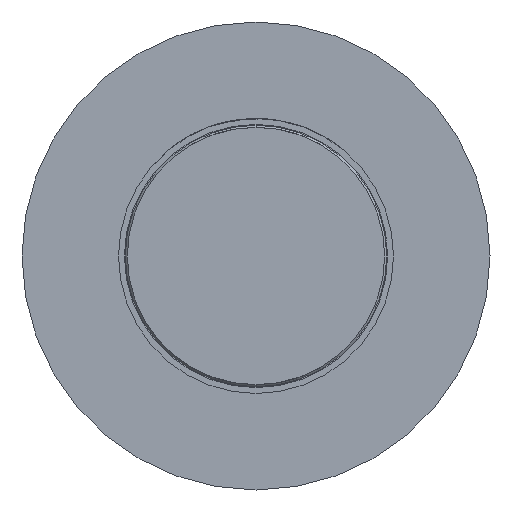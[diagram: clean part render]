
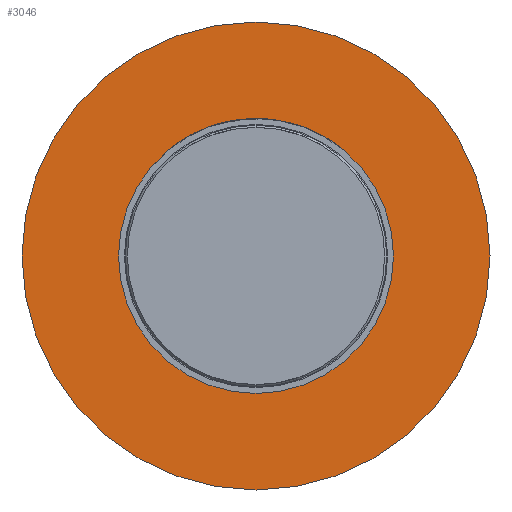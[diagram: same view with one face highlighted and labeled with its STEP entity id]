
A CAD part, front view. The second image highlights one B-rep face of the part: STEP entity #3046.
In plain terms, the highlighted planar face has unit normal (0, -1, 0).
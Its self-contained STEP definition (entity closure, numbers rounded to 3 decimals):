
#77 = ORIENTED_EDGE ( 'NONE', *, *, #5120, .T. ) ;
#103 = CIRCLE ( 'NONE', #558, 4. ) ;
#384 = CIRCLE ( 'NONE', #5136, 2. ) ;
#388 = DIRECTION ( 'NONE',  ( 0., 0., 1. ) ) ;
#515 = EDGE_CURVE ( 'Defeature ausgef�hrt1_19+Defeature ausgef�hrt1_26+Defeature ausgef�hrt1_26+Defeature ausgef�hrt1_26', #3810, #1453, #2528, .T. ) ;
#558 = AXIS2_PLACEMENT_3D ( 'NONE', #2722, #1089, #4322 ) ;
#729 = ORIENTED_EDGE ( 'NONE', *, *, #4311, .F. ) ;
#828 = DIRECTION ( 'NONE',  ( 0., 1., 0. ) ) ;
#881 = FACE_OUTER_BOUND ( 'NONE', #2203, .T. ) ;
#1049 = DIRECTION ( 'NONE',  ( 0., 1., 0. ) ) ;
#1089 = DIRECTION ( 'NONE',  ( 0., 1., 0. ) ) ;
#1201 = FACE_BOUND ( 'NONE', #4400, .T. ) ;
#1241 = DIRECTION ( 'NONE',  ( 0., 0., 1. ) ) ;
#1293 = DIRECTION ( 'NONE',  ( 0., 1., 0. ) ) ;
#1398 = AXIS2_PLACEMENT_3D ( 'NONE', #3375, #1293, #2111 ) ;
#1424 = VERTEX_POINT ( 'NONE', #2464 ) ;
#1453 = VERTEX_POINT ( 'NONE', #2407 ) ;
#2111 = DIRECTION ( 'NONE',  ( 0., 0., 1. ) ) ;
#2203 = EDGE_LOOP ( 'NONE', ( #4637, #729 ) ) ;
#2250 = AXIS2_PLACEMENT_3D ( 'NONE', #4880, #828, #388 ) ;
#2407 = CARTESIAN_POINT ( 'NONE',  ( 0., 36.5, 2. ) ) ;
#2464 = CARTESIAN_POINT ( 'NONE',  ( 0., 36.5, -4. ) ) ;
#2528 = CIRCLE ( 'NONE', #2250, 2. ) ;
#2564 = PLANE ( 'NONE',  #1398 ) ;
#2722 = CARTESIAN_POINT ( 'NONE',  ( 0., 36.5, 0. ) ) ;
#2785 = ORIENTED_EDGE ( 'NONE', *, *, #515, .T. ) ;
#2842 = AXIS2_PLACEMENT_3D ( 'NONE', #5075, #1049, #4721 ) ;
#2855 = VERTEX_POINT ( 'NONE', #3724 ) ;
#3014 = DIRECTION ( 'NONE',  ( 0., 1., 0. ) ) ;
#3046 = ADVANCED_FACE ( 'Defeature ausgef�hrt1_19', ( #881, #1201 ), #2564, .F. ) ;
#3375 = CARTESIAN_POINT ( 'NONE',  ( 4., 36.5, 0. ) ) ;
#3506 = CARTESIAN_POINT ( 'NONE',  ( 0., 36.5, -2. ) ) ;
#3609 = CIRCLE ( 'NONE', #2842, 4. ) ;
#3724 = CARTESIAN_POINT ( 'NONE',  ( 0., 36.5, 4. ) ) ;
#3810 = VERTEX_POINT ( 'NONE', #3506 ) ;
#4090 = CARTESIAN_POINT ( 'NONE',  ( 0., 36.5, 0. ) ) ;
#4311 = EDGE_CURVE ( 'Defeature ausgef�hrt1_28+Defeature ausgef�hrt1_19+Defeature ausgef�hrt1_19+Defeature ausgef�hrt1_19', #1424, #2855, #3609, .T. ) ;
#4322 = DIRECTION ( 'NONE',  ( 0., 0., 1. ) ) ;
#4336 = EDGE_CURVE ( 'Defeature ausgef�hrt1_28+Defeature ausgef�hrt1_19+Defeature ausgef�hrt1_19+Defeature ausgef�hrt1_19', #2855, #1424, #103, .T. ) ;
#4400 = EDGE_LOOP ( 'NONE', ( #77, #2785 ) ) ;
#4637 = ORIENTED_EDGE ( 'NONE', *, *, #4336, .F. ) ;
#4721 = DIRECTION ( 'NONE',  ( 0., 0., 1. ) ) ;
#4880 = CARTESIAN_POINT ( 'NONE',  ( 0., 36.5, 0. ) ) ;
#5075 = CARTESIAN_POINT ( 'NONE',  ( 0., 36.5, 0. ) ) ;
#5120 = EDGE_CURVE ( 'Defeature ausgef�hrt1_19+Defeature ausgef�hrt1_26+Defeature ausgef�hrt1_26+Defeature ausgef�hrt1_26', #1453, #3810, #384, .T. ) ;
#5136 = AXIS2_PLACEMENT_3D ( 'NONE', #4090, #3014, #1241 ) ;
